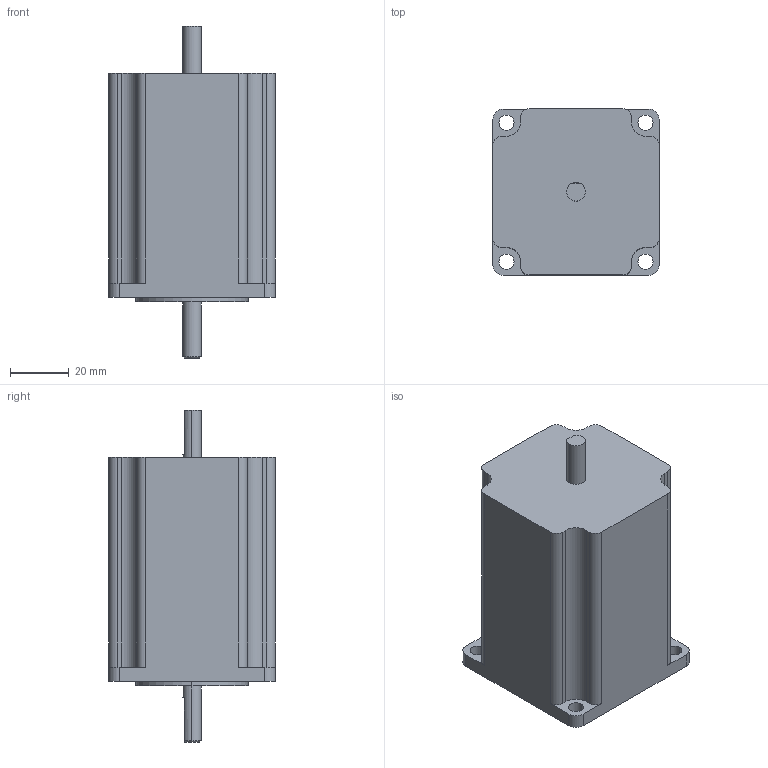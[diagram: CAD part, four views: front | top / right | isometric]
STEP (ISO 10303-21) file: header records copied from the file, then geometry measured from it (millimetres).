
FILE_DESCRIPTION (( 'STEP AP214' ), '1' );
FILE_NAME ('AM23HS3454-02.STEP', '2014-04-15T11:47:40', ( 'jrww' ), ( 'jrww' ), 'SwSTEP 2.0', 'SolidWorks 2011', '' );
FILE_SCHEMA (( 'AUTOMOTIVE_DESIGN' ));
Length unit declared in the file: millimetre
Products named in the file (1): AM23HS3454-02
Bounding box: 56.4 x 56.4 x 112.6 mm (x, y, z)
Volume: 219463.7 mm3; surface area: 23135 mm2
Topology: 1 solids, 1 shells, 58 faces, 157 edges, 104 vertices
Faces by surface type: cylinder 30, plane 25, cone 3
Entity records: 1904 total; most frequent: DIRECTION 340, CARTESIAN_POINT 326, ORIENTED_EDGE 314, EDGE_CURVE 157, AXIS2_PLACEMENT_3D 126, VERTEX_POINT 104, VECTOR 88, LINE 88
